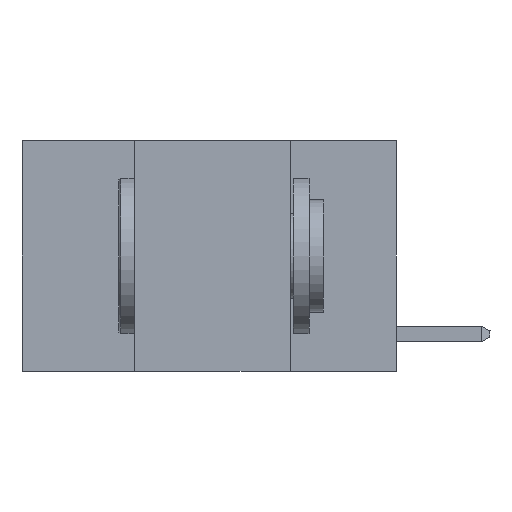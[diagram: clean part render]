
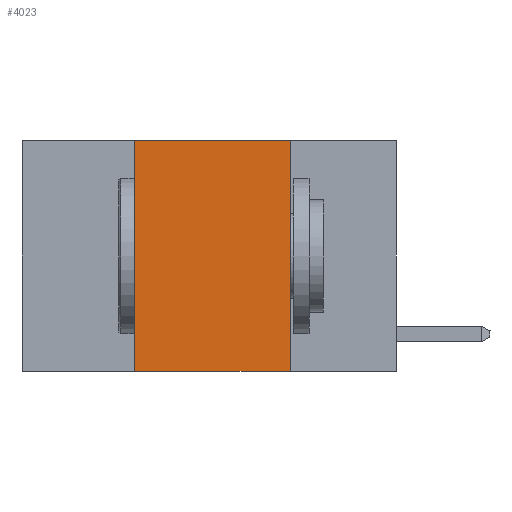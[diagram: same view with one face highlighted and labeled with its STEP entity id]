
A CAD part, left-side view. The second image highlights one B-rep face of the part: STEP entity #4023.
In plain terms, the highlighted planar face has unit normal (-1, 0, 0).
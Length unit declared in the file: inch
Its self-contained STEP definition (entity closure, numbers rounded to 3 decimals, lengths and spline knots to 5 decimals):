
#125 = DIRECTION ( 'NONE',  ( 0., 0., -1. ) ) ;
#521 = VERTEX_POINT ( 'NONE', #18946 ) ;
#1437 = ORIENTED_EDGE ( 'NONE', *, *, #23603, .F. ) ;
#1483 = VERTEX_POINT ( 'NONE', #7908 ) ;
#1886 = CARTESIAN_POINT ( 'NONE',  ( 0., 0.17, 0. ) ) ;
#2075 = LINE ( 'NONE', #21962, #11220 ) ;
#2247 = CARTESIAN_POINT ( 'NONE',  ( 0., 0.42, 0. ) ) ;
#2678 = VERTEX_POINT ( 'NONE', #2247 ) ;
#4023 = ADVANCED_FACE ( 'NONE', ( #7272 ), #10594, .F. ) ;
#4535 = EDGE_LOOP ( 'NONE', ( #23031, #6567, #1437, #17944 ) ) ;
#4782 = CARTESIAN_POINT ( 'NONE',  ( 0., 0.42, 0. ) ) ;
#6567 = ORIENTED_EDGE ( 'NONE', *, *, #20602, .F. ) ;
#7272 = FACE_OUTER_BOUND ( 'NONE', #4535, .T. ) ;
#7409 = VERTEX_POINT ( 'NONE', #17003 ) ;
#7908 = CARTESIAN_POINT ( 'NONE',  ( 0., 0.17, 0. ) ) ;
#8047 = AXIS2_PLACEMENT_3D ( 'NONE', #24164, #12580, #125 ) ;
#8141 = VECTOR ( 'NONE', #12228, 39.37008 ) ;
#8414 = LINE ( 'NONE', #4782, #18453 ) ;
#10057 = EDGE_CURVE ( 'NONE', #521, #7409, #12732, .T. ) ;
#10177 = DIRECTION ( 'NONE',  ( 0., -1., 0. ) ) ;
#10594 = PLANE ( 'NONE',  #8047 ) ;
#11220 = VECTOR ( 'NONE', #12200, 39.37008 ) ;
#12200 = DIRECTION ( 'NONE',  ( 0., -1., 0. ) ) ;
#12228 = DIRECTION ( 'NONE',  ( 0., 0., -1. ) ) ;
#12580 = DIRECTION ( 'NONE',  ( 1., 0., 0. ) ) ;
#12732 = LINE ( 'NONE', #21930, #23055 ) ;
#13544 = LINE ( 'NONE', #1886, #8141 ) ;
#17003 = CARTESIAN_POINT ( 'NONE',  ( 0., 0.17, -0.37 ) ) ;
#17944 = ORIENTED_EDGE ( 'NONE', *, *, #10057, .T. ) ;
#18453 = VECTOR ( 'NONE', #24581, 39.37008 ) ;
#18946 = CARTESIAN_POINT ( 'NONE',  ( 0., 0.42, -0.37 ) ) ;
#20602 = EDGE_CURVE ( 'NONE', #2678, #1483, #2075, .T. ) ;
#21930 = CARTESIAN_POINT ( 'NONE',  ( 0., 0.6, -0.37 ) ) ;
#21962 = CARTESIAN_POINT ( 'NONE',  ( 0., 0.6, 0. ) ) ;
#22365 = EDGE_CURVE ( 'NONE', #1483, #7409, #13544, .T. ) ;
#23031 = ORIENTED_EDGE ( 'NONE', *, *, #22365, .F. ) ;
#23055 = VECTOR ( 'NONE', #10177, 39.37008 ) ;
#23603 = EDGE_CURVE ( 'NONE', #521, #2678, #8414, .T. ) ;
#24164 = CARTESIAN_POINT ( 'NONE',  ( 0., 0.6, 0. ) ) ;
#24581 = DIRECTION ( 'NONE',  ( 0., 0., 1. ) ) ;
